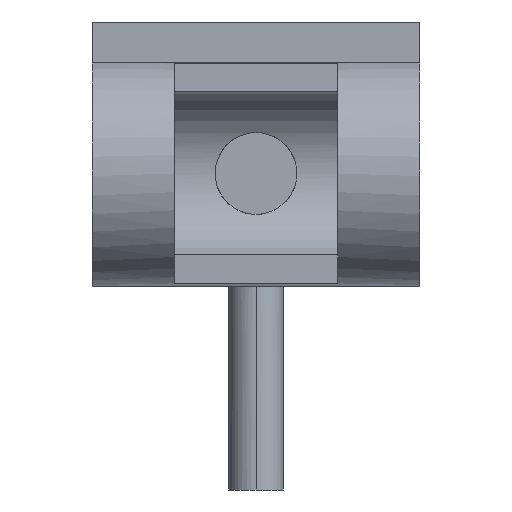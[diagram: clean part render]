
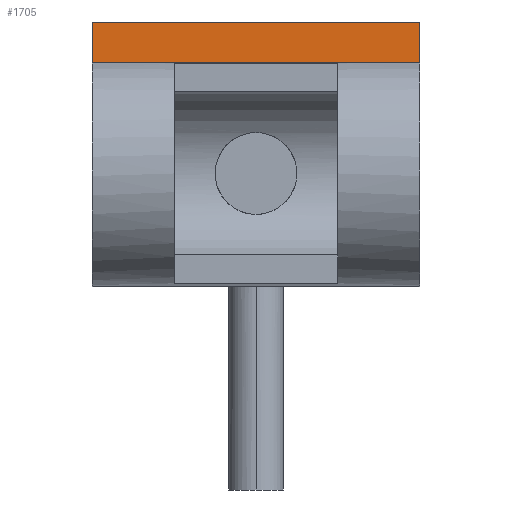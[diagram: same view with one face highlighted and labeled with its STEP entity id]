
A CAD part, front view. The second image highlights one B-rep face of the part: STEP entity #1705.
In plain terms, the highlighted planar face has unit normal (0, -1, 0).
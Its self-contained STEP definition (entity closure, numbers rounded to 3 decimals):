
#76 = VERTEX_POINT ( 'NONE', #1626 ) ;
#176 = ORIENTED_EDGE ( 'NONE', *, *, #448, .T. ) ;
#177 = ORIENTED_EDGE ( 'NONE', *, *, #255, .F. ) ;
#181 = ORIENTED_EDGE ( 'NONE', *, *, #1538, .F. ) ;
#182 = ORIENTED_EDGE ( 'NONE', *, *, #684, .T. ) ;
#255 = EDGE_CURVE ( 'NONE', #500, #76, #1450, .T. ) ;
#349 = VECTOR ( 'NONE', #447, 1000. ) ;
#376 = DIRECTION ( 'NONE',  ( -1., 0., 0. ) ) ;
#447 = DIRECTION ( 'NONE',  ( 0., 0., -1. ) ) ;
#448 = EDGE_CURVE ( 'NONE', #500, #869, #2091, .T. ) ;
#479 = CARTESIAN_POINT ( 'NONE',  ( 60., -9., 55.512 ) ) ;
#500 = VERTEX_POINT ( 'NONE', #2345 ) ;
#556 = CARTESIAN_POINT ( 'NONE',  ( 60., -9., 55.512 ) ) ;
#675 = VERTEX_POINT ( 'NONE', #1486 ) ;
#684 = EDGE_CURVE ( 'NONE', #869, #675, #1038, .T. ) ;
#815 = VECTOR ( 'NONE', #2282, 1000. ) ;
#869 = VERTEX_POINT ( 'NONE', #1716 ) ;
#1005 = EDGE_LOOP ( 'NONE', ( #182, #181, #177, #176 ) ) ;
#1038 = LINE ( 'NONE', #1647, #815 ) ;
#1318 = DIRECTION ( 'NONE',  ( -1., 0., 0. ) ) ;
#1358 = DIRECTION ( 'NONE',  ( 0., 1., 0. ) ) ;
#1370 = VECTOR ( 'NONE', #1318, 1000. ) ;
#1410 = LINE ( 'NONE', #2029, #1955 ) ;
#1450 = LINE ( 'NONE', #2072, #349 ) ;
#1486 = CARTESIAN_POINT ( 'NONE',  ( -60., -9., 40.512 ) ) ;
#1510 = FACE_OUTER_BOUND ( 'NONE', #1005, .T. ) ;
#1538 = EDGE_CURVE ( 'NONE', #76, #675, #1410, .T. ) ;
#1626 = CARTESIAN_POINT ( 'NONE',  ( 60., -9., 40.512 ) ) ;
#1647 = CARTESIAN_POINT ( 'NONE',  ( -60., -9., 55.512 ) ) ;
#1705 = ADVANCED_FACE ( 'NONE', ( #1510 ), #2136, .F. ) ;
#1716 = CARTESIAN_POINT ( 'NONE',  ( -60., -9., 55.512 ) ) ;
#1955 = VECTOR ( 'NONE', #376, 1000. ) ;
#1974 = DIRECTION ( 'NONE',  ( 0., 0., 1. ) ) ;
#2029 = CARTESIAN_POINT ( 'NONE',  ( 60., -9., 40.512 ) ) ;
#2072 = CARTESIAN_POINT ( 'NONE',  ( 60., -9., 55.512 ) ) ;
#2091 = LINE ( 'NONE', #479, #1370 ) ;
#2136 = PLANE ( 'NONE',  #2394 ) ;
#2282 = DIRECTION ( 'NONE',  ( 0., 0., -1. ) ) ;
#2345 = CARTESIAN_POINT ( 'NONE',  ( 60., -9., 55.512 ) ) ;
#2394 = AXIS2_PLACEMENT_3D ( 'NONE', #556, #1358, #1974 ) ;
